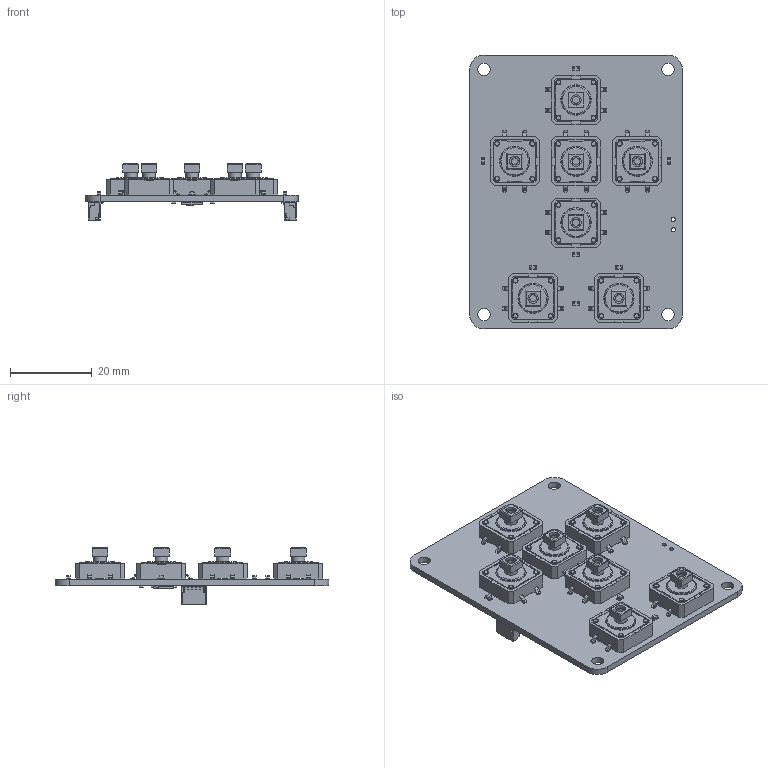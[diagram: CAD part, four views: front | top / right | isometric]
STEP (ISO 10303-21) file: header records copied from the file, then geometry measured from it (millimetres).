
FILE_DESCRIPTION(('Open CASCADE Model'),'2;1');
FILE_NAME('Open CASCADE Shape Model','2025-05-20T07:25:26',('Author'),( 'Open CASCADE'),'Open CASCADE STEP processor 7.5','Open CASCADE 7.5' ,'Unknown');
FILE_SCHEMA(('AUTOMOTIVE_DESIGN { 1 0 10303 214 1 1 1 1 }'));
Length unit declared in the file: millimetre
Products named in the file (59): PCB; Board; Open CASCADE STEP translator 7.5 10.1.1; STAT1; 0603 LED Green; Solid1; Solid4; R4; User Library-R SMD 0402; User Library-R SMD 0402_0402 BODY; User Library-R SMD 0402_0402 PAD; User Library-R SMD 0402_0402 OPIS; UP; Switch_Omron_B3FS-4055P_eec; Pieza20; Pieza21; Pieza24; Pieza25; U; DUELink-U-Connector-BM04B-SRSS-TB; D; DUELink-Connector-BM04B-SRSS-TB; RIGHT; ENTER; LEFT; FORWARD; DOWN; BACK; R19; R16; R13; LED_RIGHT; 0603 LED Red; Pad; Pad005; Pad001; Pad004; Pad003; Lens; LED_LEFT ...
Assembly tree (76 placements, depth 4):
  PCB
    Board
      Open CASCADE STEP translator 7.5 10.1.1
    STAT1
      0603 LED Green
        Solid1
        Solid4
        Solid1
        Solid1
        Solid4
        Solid1
        Solid1
        Solid1
    R4
      User Library-R SMD 0402
        User Library-R SMD 0402_0402 BODY
        User Library-R SMD 0402_0402 PAD  x2
        User Library-R SMD 0402_0402 OPIS
    UP
      Switch_Omron_B3FS-4055P_eec
        Pieza20
        Pieza21
        Pieza24
        Pieza25
    U
      DUELink-U-Connector-BM04B-SRSS-TB
    D
      DUELink-Connector-BM04B-SRSS-TB
    RIGHT
      Switch_Omron_B3FS-4055P_eec
        Pieza20
        Pieza21
        Pieza24
        Pieza25
    ENTER
      Switch_Omron_B3FS-4055P_eec
        Pieza20
        Pieza21
        Pieza24
        Pieza25
    LEFT
      Switch_Omron_B3FS-4055P_eec
        Pieza20
        Pieza21
        Pieza24
        Pieza25
    FORWARD
      Switch_Omron_B3FS-4055P_eec
        Pieza20
        Pieza21
        Pieza24
        Pieza25
    DOWN
      Switch_Omron_B3FS-4055P_eec
        Pieza20
        Pieza21
        Pieza24
        Pieza25
    BACK
      Switch_Omron_B3FS-4055P_eec
Bounding box: 52 x 67 x 13.72 mm (x, y, z)
Volume: 9611.1 mm3; surface area: 12987.6 mm2
Topology: 256 solids, 256 shells, 3662 faces, 10512 edges, 8883 vertices
Faces by surface type: plane 2577, cylinder 559, bspline 447, torus 63, sphere 8, revolution 8
Full cylindrical faces by diameter (mm): 1.016 x2, 1.238 x28, 1.7 x7, 2.5 x7, 3 x4, 3.1 x7, 7.1 x7, 7.4 x7
Entity records: 66363 total; most frequent: CARTESIAN_POINT 16831, DIRECTION 8590, ORIENTED_EDGE 7496, LINE 4342, VECTOR 4342, EDGE_CURVE 3748, VERTEX_POINT 2453, AXIS2_PLACEMENT_3D 2120
